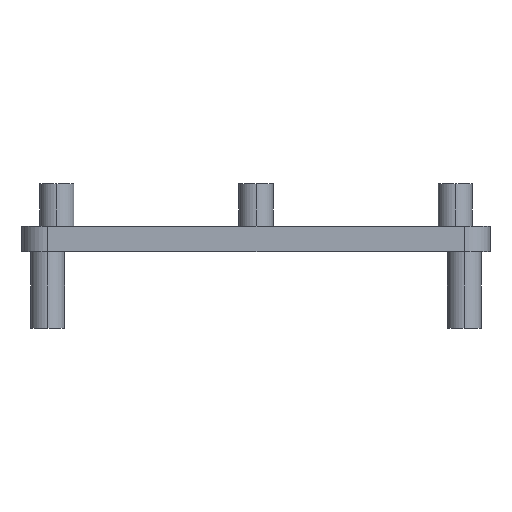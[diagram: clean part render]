
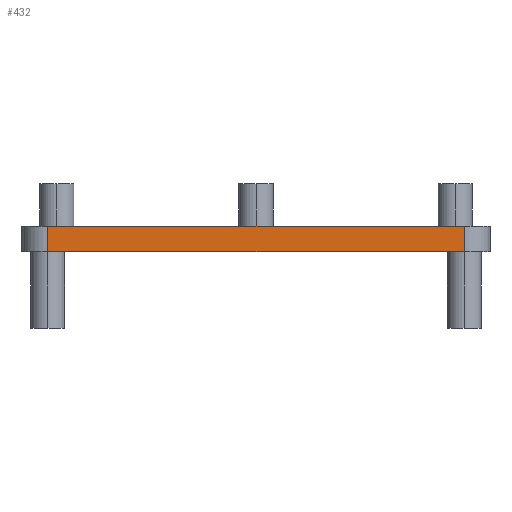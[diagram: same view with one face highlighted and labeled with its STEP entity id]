
A CAD part, left-side view. The second image highlights one B-rep face of the part: STEP entity #432.
In plain terms, the highlighted planar face has unit normal (-1, 0, 0).
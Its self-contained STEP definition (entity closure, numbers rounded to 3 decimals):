
#21 = DIRECTION ( 'NONE',  ( 1., 0., 0. ) ) ;
#114 = VERTEX_POINT ( 'NONE', #1521 ) ;
#173 = EDGE_CURVE ( 'NONE', #1769, #114, #1699, .T. ) ;
#231 = CARTESIAN_POINT ( 'NONE',  ( -39.231, 0., 0. ) ) ;
#304 = VECTOR ( 'NONE', #1018, 1000. ) ;
#376 = EDGE_CURVE ( 'NONE', #541, #487, #678, .T. ) ;
#426 = LINE ( 'NONE', #879, #304 ) ;
#432 = ADVANCED_FACE ( 'NONE', ( #1918 ), #1906, .F. ) ;
#434 = CARTESIAN_POINT ( 'NONE',  ( -39.231, 0., 3. ) ) ;
#435 = VECTOR ( 'NONE', #1740, 1000. ) ;
#446 = CARTESIAN_POINT ( 'NONE',  ( -39.231, -26.154, 3. ) ) ;
#487 = VERTEX_POINT ( 'NONE', #446 ) ;
#541 = VERTEX_POINT ( 'NONE', #1477 ) ;
#545 = ORIENTED_EDGE ( 'NONE', *, *, #1786, .T. ) ;
#581 = DIRECTION ( 'NONE',  ( 0., 1., 0. ) ) ;
#627 = VECTOR ( 'NONE', #953, 1000. ) ;
#632 = EDGE_LOOP ( 'NONE', ( #991, #1568, #995, #545 ) ) ;
#672 = DIRECTION ( 'NONE',  ( 0., 0., -1. ) ) ;
#678 = LINE ( 'NONE', #1296, #435 ) ;
#746 = EDGE_CURVE ( 'NONE', #487, #114, #1688, .T. ) ;
#874 = AXIS2_PLACEMENT_3D ( 'NONE', #434, #21, #581 ) ;
#879 = CARTESIAN_POINT ( 'NONE',  ( -39.231, 22.846, 3. ) ) ;
#953 = DIRECTION ( 'NONE',  ( 0., -1., 0. ) ) ;
#991 = ORIENTED_EDGE ( 'NONE', *, *, #173, .T. ) ;
#995 = ORIENTED_EDGE ( 'NONE', *, *, #376, .F. ) ;
#1018 = DIRECTION ( 'NONE',  ( 0., 0., -1. ) ) ;
#1086 = VECTOR ( 'NONE', #672, 1000. ) ;
#1296 = CARTESIAN_POINT ( 'NONE',  ( -39.231, 0., 3. ) ) ;
#1477 = CARTESIAN_POINT ( 'NONE',  ( -39.231, 22.846, 3. ) ) ;
#1521 = CARTESIAN_POINT ( 'NONE',  ( -39.231, -26.154, 0. ) ) ;
#1542 = CARTESIAN_POINT ( 'NONE',  ( -39.231, -26.154, 3. ) ) ;
#1568 = ORIENTED_EDGE ( 'NONE', *, *, #746, .F. ) ;
#1612 = CARTESIAN_POINT ( 'NONE',  ( -39.231, 22.846, 0. ) ) ;
#1688 = LINE ( 'NONE', #1542, #1086 ) ;
#1699 = LINE ( 'NONE', #231, #627 ) ;
#1740 = DIRECTION ( 'NONE',  ( 0., -1., 0. ) ) ;
#1769 = VERTEX_POINT ( 'NONE', #1612 ) ;
#1786 = EDGE_CURVE ( 'NONE', #541, #1769, #426, .T. ) ;
#1906 = PLANE ( 'NONE',  #874 ) ;
#1918 = FACE_OUTER_BOUND ( 'NONE', #632, .T. ) ;
